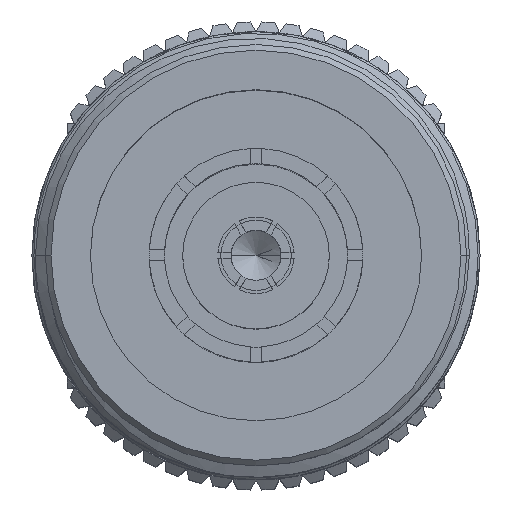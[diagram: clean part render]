
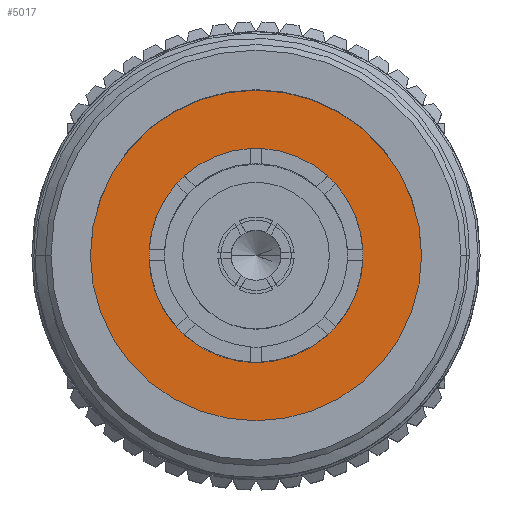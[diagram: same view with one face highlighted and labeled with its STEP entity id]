
A CAD part, top view. The second image highlights one B-rep face of the part: STEP entity #5017.
In plain terms, the highlighted face is planar.
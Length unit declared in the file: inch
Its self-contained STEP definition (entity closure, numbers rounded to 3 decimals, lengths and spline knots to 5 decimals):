
#359 = DIRECTION ( 'NONE',  ( -1., 0., 0. ) ) ;
#1193 = CARTESIAN_POINT ( 'NONE',  ( 0.46072, 0., 0. ) ) ;
#1279 = FACE_BOUND ( 'NONE', #13767, .T. ) ;
#2352 = ORIENTED_EDGE ( 'NONE', *, *, #12787, .T. ) ;
#2977 = PLANE ( 'NONE',  #13359 ) ;
#3459 = CARTESIAN_POINT ( 'NONE',  ( 0.46072, 0., -0.29348 ) ) ;
#3535 = VERTEX_POINT ( 'NONE', #17212 ) ;
#3987 = CIRCLE ( 'NONE', #14527, 0.29348 ) ;
#4071 = CARTESIAN_POINT ( 'NONE',  ( 0.46072, 0., 0. ) ) ;
#5017 = ADVANCED_FACE ( 'NONE', ( #15523, #1279 ), #2977, .T. ) ;
#5052 = AXIS2_PLACEMENT_3D ( 'NONE', #7749, #12066, #9249 ) ;
#5473 = VERTEX_POINT ( 'NONE', #11817 ) ;
#5661 = DIRECTION ( 'NONE',  ( -1., 0., 0. ) ) ;
#6087 = EDGE_CURVE ( 'NONE', #7409, #5473, #13183, .T. ) ;
#6970 = DIRECTION ( 'NONE',  ( -1., 0., 0. ) ) ;
#7409 = VERTEX_POINT ( 'NONE', #8582 ) ;
#7669 = VERTEX_POINT ( 'NONE', #3459 ) ;
#7749 = CARTESIAN_POINT ( 'NONE',  ( 0.46072, 0., 0. ) ) ;
#8366 = DIRECTION ( 'NONE',  ( -1., 0., 0. ) ) ;
#8508 = CIRCLE ( 'NONE', #15142, 0.1895 ) ;
#8582 = CARTESIAN_POINT ( 'NONE',  ( 0.46072, 0., 0.1895 ) ) ;
#9249 = DIRECTION ( 'NONE',  ( 0., 0., 1. ) ) ;
#9819 = DIRECTION ( 'NONE',  ( 0., 0., 1. ) ) ;
#10385 = EDGE_LOOP ( 'NONE', ( #2352, #17956 ) ) ;
#11101 = DIRECTION ( 'NONE',  ( 0., 0., 1. ) ) ;
#11817 = CARTESIAN_POINT ( 'NONE',  ( 0.46072, 0., -0.1895 ) ) ;
#11879 = CARTESIAN_POINT ( 'NONE',  ( 0.46072, 0., 0. ) ) ;
#12066 = DIRECTION ( 'NONE',  ( -1., 0., 0. ) ) ;
#12787 = EDGE_CURVE ( 'NONE', #3535, #7669, #17535, .T. ) ;
#13098 = EDGE_CURVE ( 'NONE', #7669, #3535, #3987, .T. ) ;
#13117 = ORIENTED_EDGE ( 'NONE', *, *, #15176, .F. ) ;
#13183 = CIRCLE ( 'NONE', #5052, 0.1895 ) ;
#13359 = AXIS2_PLACEMENT_3D ( 'NONE', #18563, #8366, #18645 ) ;
#13767 = EDGE_LOOP ( 'NONE', ( #13117, #17787 ) ) ;
#14218 = AXIS2_PLACEMENT_3D ( 'NONE', #11879, #359, #11101 ) ;
#14527 = AXIS2_PLACEMENT_3D ( 'NONE', #1193, #6970, #16477 ) ;
#15142 = AXIS2_PLACEMENT_3D ( 'NONE', #4071, #5661, #9819 ) ;
#15176 = EDGE_CURVE ( 'NONE', #5473, #7409, #8508, .T. ) ;
#15523 = FACE_OUTER_BOUND ( 'NONE', #10385, .T. ) ;
#16477 = DIRECTION ( 'NONE',  ( 0., 0., 1. ) ) ;
#17212 = CARTESIAN_POINT ( 'NONE',  ( 0.46072, 0., 0.29348 ) ) ;
#17535 = CIRCLE ( 'NONE', #14218, 0.29348 ) ;
#17787 = ORIENTED_EDGE ( 'NONE', *, *, #6087, .F. ) ;
#17956 = ORIENTED_EDGE ( 'NONE', *, *, #13098, .T. ) ;
#18563 = CARTESIAN_POINT ( 'NONE',  ( 0.46072, 0., 0. ) ) ;
#18645 = DIRECTION ( 'NONE',  ( 0., 0., 1. ) ) ;
